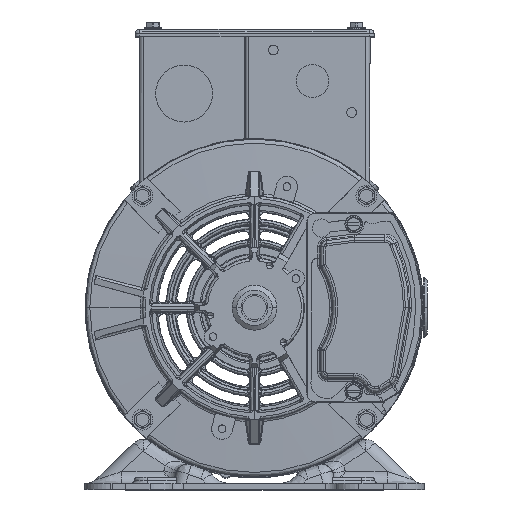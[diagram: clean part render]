
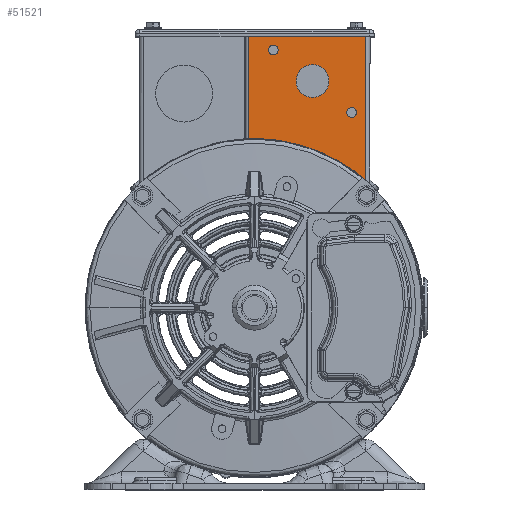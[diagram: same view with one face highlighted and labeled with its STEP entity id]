
A CAD part, top view. The second image highlights one B-rep face of the part: STEP entity #51521.
In plain terms, the highlighted planar face has unit normal (0, 0, 1).
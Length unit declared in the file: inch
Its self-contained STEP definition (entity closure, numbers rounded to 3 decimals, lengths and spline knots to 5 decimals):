
#12059 = CARTESIAN_POINT ( 'NONE',  ( 2.12285, 5.28886, 12.65945 ) ) ;
#12289 = CARTESIAN_POINT ( 'NONE',  ( -0.11444, 3.23798, 12.65945 ) ) ;
#15486 = AXIS2_PLACEMENT_3D ( 'NONE', #46424, #155132, #143544 ) ;
#16407 = AXIS2_PLACEMENT_3D ( 'NONE', #128649, #153435, #80907 ) ;
#17576 = ORIENTED_EDGE ( 'NONE', *, *, #28574, .F. ) ;
#20854 = CARTESIAN_POINT ( 'NONE',  ( 1.86101, 3.645, 12.65945 ) ) ;
#23578 = AXIS2_PLACEMENT_3D ( 'NONE', #28024, #103409, #91234 ) ;
#24340 = DIRECTION ( 'NONE',  ( 0., -1., 0. ) ) ;
#26802 = LINE ( 'NONE', #57592, #119874 ) ;
#27297 = AXIS2_PLACEMENT_3D ( 'NONE', #69424, #104985, #129386 ) ;
#28024 = CARTESIAN_POINT ( 'NONE',  ( 1.11134, 4.3394, 12.65945 ) ) ;
#28574 = EDGE_CURVE ( 'NONE', #132160, #89118, #124156, .T. ) ;
#33696 = PLANE ( 'NONE',  #151529 ) ;
#34880 = ORIENTED_EDGE ( 'NONE', *, *, #106964, .T. ) ;
#36494 = CARTESIAN_POINT ( 'NONE',  ( 2.12132, 2.449, 12.65945 ) ) ;
#36924 = VERTEX_POINT ( 'NONE', #12289 ) ;
#41114 = EDGE_CURVE ( 'NONE', #120924, #60422, #58887, .T. ) ;
#44091 = DIRECTION ( 'NONE',  ( 0.001, 1., 0. ) ) ;
#44813 = VERTEX_POINT ( 'NONE', #103670 ) ;
#46424 = CARTESIAN_POINT ( 'NONE',  ( 0., 0., 12.65945 ) ) ;
#48274 = CARTESIAN_POINT ( 'NONE',  ( 2.12285, 5.28886, 12.65945 ) ) ;
#50237 = EDGE_CURVE ( 'NONE', #132160, #75454, #26802, .T. ) ;
#50980 = EDGE_CURVE ( 'NONE', #112869, #93577, #83647, .T. ) ;
#51471 = CIRCLE ( 'NONE', #82947, 0.094 ) ;
#51521 = ADVANCED_FACE ( 'NONE', ( #108143, #134787, #147939, #62595 ), #33696, .F. ) ;
#52477 = ORIENTED_EDGE ( 'NONE', *, *, #50980, .F. ) ;
#54272 = CIRCLE ( 'NONE', #27297, 0.315 ) ;
#55346 = EDGE_LOOP ( 'NONE', ( #142207, #52477 ) ) ;
#57592 = CARTESIAN_POINT ( 'NONE',  ( 2.21185, 5.28881, 12.65945 ) ) ;
#58305 = EDGE_CURVE ( 'NONE', #36924, #75454, #138002, .T. ) ;
#58887 = CIRCLE ( 'NONE', #23578, 0.315 ) ;
#59976 = DIRECTION ( 'NONE',  ( -0.001, -1., 0. ) ) ;
#60003 = ORIENTED_EDGE ( 'NONE', *, *, #111615, .F. ) ;
#60084 = EDGE_LOOP ( 'NONE', ( #109082, #34880, #17576, #135699 ) ) ;
#60422 = VERTEX_POINT ( 'NONE', #123112 ) ;
#60820 = ORIENTED_EDGE ( 'NONE', *, *, #114239, .F. ) ;
#62009 = VERTEX_POINT ( 'NONE', #123229 ) ;
#62595 = FACE_BOUND ( 'NONE', #113193, .T. ) ;
#65815 = CARTESIAN_POINT ( 'NONE',  ( 1.86101, 3.833, 12.65945 ) ) ;
#66465 = EDGE_CURVE ( 'NONE', #93577, #112869, #153703, .T. ) ;
#67506 = CARTESIAN_POINT ( 'NONE',  ( -0.11468, 2.79006, 12.65945 ) ) ;
#68063 = AXIS2_PLACEMENT_3D ( 'NONE', #73319, #109877, #108809 ) ;
#69424 = CARTESIAN_POINT ( 'NONE',  ( 1.11134, 4.3394, 12.65945 ) ) ;
#70378 = DIRECTION ( 'NONE',  ( 0., 1., 0. ) ) ;
#72170 = CARTESIAN_POINT ( 'NONE',  ( -0.11333, 5.29006, 12.65945 ) ) ;
#73319 = CARTESIAN_POINT ( 'NONE',  ( 0.36166, 4.93551, 12.65945 ) ) ;
#75454 = VERTEX_POINT ( 'NONE', #72170 ) ;
#80907 = DIRECTION ( 'NONE',  ( 0., -1., 0. ) ) ;
#82947 = AXIS2_PLACEMENT_3D ( 'NONE', #85423, #95478, #156317 ) ;
#83647 = CIRCLE ( 'NONE', #16407, 0.094 ) ;
#85019 = EDGE_LOOP ( 'NONE', ( #60820, #118528 ) ) ;
#85423 = CARTESIAN_POINT ( 'NONE',  ( 0.36166, 4.93551, 12.65945 ) ) ;
#89118 = VERTEX_POINT ( 'NONE', #36494 ) ;
#91234 = DIRECTION ( 'NONE',  ( 0., -1., 0. ) ) ;
#91255 = ORIENTED_EDGE ( 'NONE', *, *, #123431, .F. ) ;
#93443 = CARTESIAN_POINT ( 'NONE',  ( 1.11134, 4.6544, 12.65945 ) ) ;
#93577 = VERTEX_POINT ( 'NONE', #20854 ) ;
#95478 = DIRECTION ( 'NONE',  ( 0., 0., 1. ) ) ;
#101809 = CIRCLE ( 'NONE', #68063, 0.094 ) ;
#103409 = DIRECTION ( 'NONE',  ( 0., 0., 1. ) ) ;
#103670 = CARTESIAN_POINT ( 'NONE',  ( 0.36166, 4.84151, 12.65945 ) ) ;
#104985 = DIRECTION ( 'NONE',  ( 0., 0., 1. ) ) ;
#105765 = VECTOR ( 'NONE', #44091, 39.37008 ) ;
#106964 = EDGE_CURVE ( 'NONE', #36924, #89118, #156080, .T. ) ;
#107726 = DIRECTION ( 'NONE',  ( 0., 0., 1. ) ) ;
#108143 = FACE_OUTER_BOUND ( 'NONE', #60084, .T. ) ;
#108809 = DIRECTION ( 'NONE',  ( 0., -1., 0. ) ) ;
#109082 = ORIENTED_EDGE ( 'NONE', *, *, #58305, .F. ) ;
#109877 = DIRECTION ( 'NONE',  ( 0., 0., 1. ) ) ;
#111615 = EDGE_CURVE ( 'NONE', #44813, #62009, #51471, .T. ) ;
#112869 = VERTEX_POINT ( 'NONE', #65815 ) ;
#113193 = EDGE_LOOP ( 'NONE', ( #60003, #91255 ) ) ;
#114239 = EDGE_CURVE ( 'NONE', #60422, #120924, #54272, .T. ) ;
#118528 = ORIENTED_EDGE ( 'NONE', *, *, #41114, .F. ) ;
#119874 = VECTOR ( 'NONE', #154106, 39.37008 ) ;
#120924 = VERTEX_POINT ( 'NONE', #93443 ) ;
#123112 = CARTESIAN_POINT ( 'NONE',  ( 1.11134, 4.0244, 12.65945 ) ) ;
#123229 = CARTESIAN_POINT ( 'NONE',  ( 0.36166, 5.02951, 12.65945 ) ) ;
#123431 = EDGE_CURVE ( 'NONE', #62009, #44813, #101809, .T. ) ;
#124156 = LINE ( 'NONE', #48274, #129759 ) ;
#126987 = AXIS2_PLACEMENT_3D ( 'NONE', #131549, #107726, #24340 ) ;
#128649 = CARTESIAN_POINT ( 'NONE',  ( 1.86101, 3.739, 12.65945 ) ) ;
#129386 = DIRECTION ( 'NONE',  ( 0., -1., 0. ) ) ;
#129759 = VECTOR ( 'NONE', #59976, 39.37008 ) ;
#130863 = DIRECTION ( 'NONE',  ( 0., 0., -1. ) ) ;
#131549 = CARTESIAN_POINT ( 'NONE',  ( 1.86101, 3.739, 12.65945 ) ) ;
#132160 = VERTEX_POINT ( 'NONE', #12059 ) ;
#134787 = FACE_BOUND ( 'NONE', #85019, .T. ) ;
#135699 = ORIENTED_EDGE ( 'NONE', *, *, #50237, .T. ) ;
#138002 = LINE ( 'NONE', #67506, #105765 ) ;
#142207 = ORIENTED_EDGE ( 'NONE', *, *, #66465, .F. ) ;
#143534 = CARTESIAN_POINT ( 'NONE',  ( 0., 0., 12.65945 ) ) ;
#143544 = DIRECTION ( 'NONE',  ( 0., -1., 0. ) ) ;
#147939 = FACE_BOUND ( 'NONE', #55346, .T. ) ;
#151529 = AXIS2_PLACEMENT_3D ( 'NONE', #143534, #130863, #70378 ) ;
#153435 = DIRECTION ( 'NONE',  ( 0., 0., 1. ) ) ;
#153703 = CIRCLE ( 'NONE', #126987, 0.094 ) ;
#154106 = DIRECTION ( 'NONE',  ( -1., 0.001, 0. ) ) ;
#155132 = DIRECTION ( 'NONE',  ( 0., 0., -1. ) ) ;
#156080 = CIRCLE ( 'NONE', #15486, 3.24 ) ;
#156317 = DIRECTION ( 'NONE',  ( 0., -1., 0. ) ) ;
